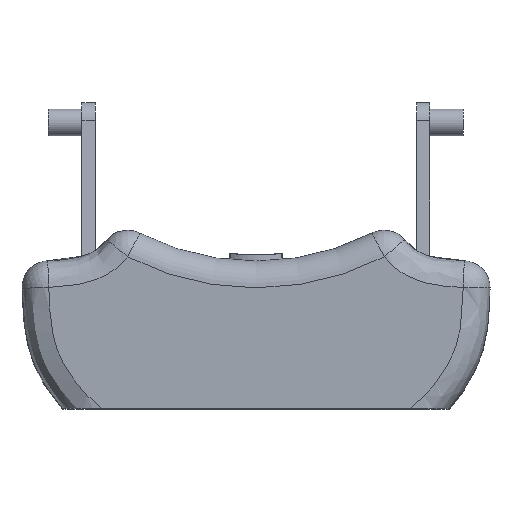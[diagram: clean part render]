
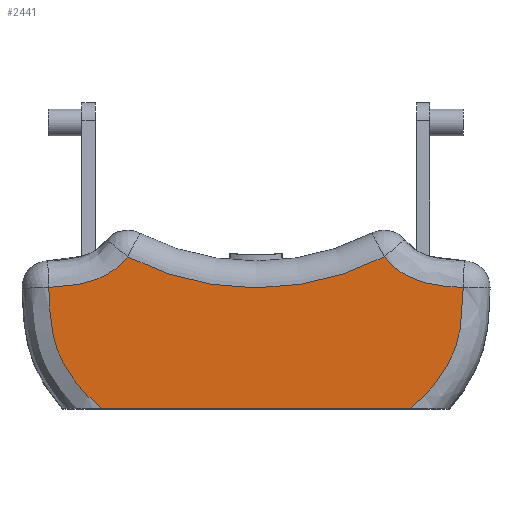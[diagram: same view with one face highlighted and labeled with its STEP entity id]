
A CAD part, top view. The second image highlights one B-rep face of the part: STEP entity #2441.
In plain terms, the highlighted planar face has unit normal (0, 0, 1).
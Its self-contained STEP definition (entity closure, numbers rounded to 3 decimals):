
#187=B_SPLINE_CURVE_WITH_KNOTS('',3,(#4948,#4949,#4950,#4951,#4952,#4953),
 .UNSPECIFIED.,.F.,.F.,(4,1,1,4),(0.12,0.307,0.494,
0.773),.UNSPECIFIED.);
#193=B_SPLINE_CURVE_WITH_KNOTS('',3,(#5046,#5047,#5048,#5049,#5050,#5051),
 .UNSPECIFIED.,.F.,.F.,(4,1,1,4),(0.202,0.574,0.668,
0.854),.UNSPECIFIED.);
#217=B_SPLINE_CURVE_WITH_KNOTS('',3,(#5847,#5848,#5849,#5850,#5851,#5852,
#5853,#5854,#5855,#5856),.UNSPECIFIED.,.F.,.F.,(4,1,1,1,1,1,1,4),(0.197,
0.343,0.489,0.635,0.781,
1.073,1.146,1.219),.UNSPECIFIED.);
#218=B_SPLINE_CURVE_WITH_KNOTS('',3,(#5859,#5860,#5861,#5862,#5863,#5864,
#5865,#5866,#5867,#5868,#5869),.UNSPECIFIED.,.F.,.F.,(4,1,1,1,1,1,1,1,4),
(3.593,3.739,3.885,4.031,4.104,
4.177,4.323,4.469,4.616),
 .UNSPECIFIED.);
#262=CIRCLE('',#2609,21.);
#417=FACE_OUTER_BOUND('',#568,.T.);
#568=EDGE_LOOP('',(#2175,#2176,#2177,#2178,#2179,#2180));
#736=LINE('',#5602,#889);
#889=VECTOR('',#3072,23.068);
#1113=VERTEX_POINT('',#4945);
#1114=VERTEX_POINT('',#4947);
#1119=VERTEX_POINT('',#5043);
#1120=VERTEX_POINT('',#5045);
#1140=VERTEX_POINT('',#5588);
#1141=VERTEX_POINT('',#5601);
#1441=EDGE_CURVE('',#1113,#1114,#187,.T.);
#1451=EDGE_CURVE('',#1119,#1120,#193,.T.);
#1487=EDGE_CURVE('',#1140,#1141,#736,.T.);
#1500=EDGE_CURVE('',#1114,#1140,#217,.T.);
#1501=EDGE_CURVE('',#1120,#1113,#262,.T.);
#1502=EDGE_CURVE('',#1141,#1119,#218,.T.);
#2175=ORIENTED_EDGE('',*,*,#1487,.F.);
#2176=ORIENTED_EDGE('',*,*,#1500,.F.);
#2177=ORIENTED_EDGE('',*,*,#1441,.F.);
#2178=ORIENTED_EDGE('',*,*,#1501,.F.);
#2179=ORIENTED_EDGE('',*,*,#1451,.F.);
#2180=ORIENTED_EDGE('',*,*,#1502,.F.);
#2318=PLANE('',#2608);
#2441=ADVANCED_FACE('',(#417),#2318,.T.);
#2608=AXIS2_PLACEMENT_3D('',#5857,#3083,#3084);
#2609=AXIS2_PLACEMENT_3D('',#5858,#3085,#3086);
#3072=DIRECTION('',(-1.,0.,0.));
#3083=DIRECTION('center_axis',(0.,0.,1.));
#3084=DIRECTION('ref_axis',(-1.,0.,0.));
#3085=DIRECTION('center_axis',(0.,0.,1.));
#3086=DIRECTION('ref_axis',(-0.204,0.979,0.));
#4945=CARTESIAN_POINT('',(9.581,0.313,25.));
#4947=CARTESIAN_POINT('',(15.49,-1.974,25.));
#4948=CARTESIAN_POINT('Ctrl Pts',(9.581,0.313,25.));
#4949=CARTESIAN_POINT('Ctrl Pts',(9.978,-0.166,25.));
#4950=CARTESIAN_POINT('Ctrl Pts',(10.928,-1.025,25.));
#4951=CARTESIAN_POINT('Ctrl Pts',(12.996,-1.808,25.));
#4952=CARTESIAN_POINT('Ctrl Pts',(14.555,-1.939,25.));
#4953=CARTESIAN_POINT('Ctrl Pts',(15.49,-1.974,25.));
#5043=CARTESIAN_POINT('',(-15.476,-1.974,25.));
#5045=CARTESIAN_POINT('',(-9.579,0.312,25.));
#5046=CARTESIAN_POINT('Ctrl Pts',(-15.476,-1.974,25.));
#5047=CARTESIAN_POINT('Ctrl Pts',(-14.233,-1.925,25.));
#5048=CARTESIAN_POINT('Ctrl Pts',(-12.655,-1.767,25.));
#5049=CARTESIAN_POINT('Ctrl Pts',(-10.685,-0.808,25.));
#5050=CARTESIAN_POINT('Ctrl Pts',(-9.976,-0.165,
25.));
#5051=CARTESIAN_POINT('Ctrl Pts',(-9.579,0.312,25.));
#5588=CARTESIAN_POINT('',(11.538,-11.,25.));
#5601=CARTESIAN_POINT('',(-11.531,-11.,25.));
#5602=CARTESIAN_POINT('',(8.75,-11.,25.));
#5847=CARTESIAN_POINT('Ctrl Pts',(15.49,-1.974,25.));
#5848=CARTESIAN_POINT('Ctrl Pts',(15.482,-2.461,25.));
#5849=CARTESIAN_POINT('Ctrl Pts',(15.455,-3.445,25.));
#5850=CARTESIAN_POINT('Ctrl Pts',(15.326,-4.92,25.));
#5851=CARTESIAN_POINT('Ctrl Pts',(15.006,-6.349,25.));
#5852=CARTESIAN_POINT('Ctrl Pts',(14.202,-8.129,25.));
#5853=CARTESIAN_POINT('Ctrl Pts',(13.163,-9.519,25.));
#5854=CARTESIAN_POINT('Ctrl Pts',(12.118,-10.542,25.));
#5855=CARTESIAN_POINT('Ctrl Pts',(11.735,-10.853,25.));
#5856=CARTESIAN_POINT('Ctrl Pts',(11.538,-11.,25.));
#5857=CARTESIAN_POINT('Origin',(17.5,0.,25.));
#5858=CARTESIAN_POINT('Origin',(0.,19.,25.));
#5859=CARTESIAN_POINT('Ctrl Pts',(-11.531,-11.,25.));
#5860=CARTESIAN_POINT('Ctrl Pts',(-11.921,-10.707,25.));
#5861=CARTESIAN_POINT('Ctrl Pts',(-12.646,-10.049,25.));
#5862=CARTESIAN_POINT('Ctrl Pts',(-13.589,-8.917,25.));
#5863=CARTESIAN_POINT('Ctrl Pts',(-14.265,-7.901,25.));
#5864=CARTESIAN_POINT('Ctrl Pts',(-14.708,-7.016,25.));
#5865=CARTESIAN_POINT('Ctrl Pts',(-15.045,-6.09,25.));
#5866=CARTESIAN_POINT('Ctrl Pts',(-15.284,-4.894,25.));
#5867=CARTESIAN_POINT('Ctrl Pts',(-15.421,-3.44,25.));
#5868=CARTESIAN_POINT('Ctrl Pts',(-15.462,-2.463,25.));
#5869=CARTESIAN_POINT('Ctrl Pts',(-15.476,-1.974,25.));
